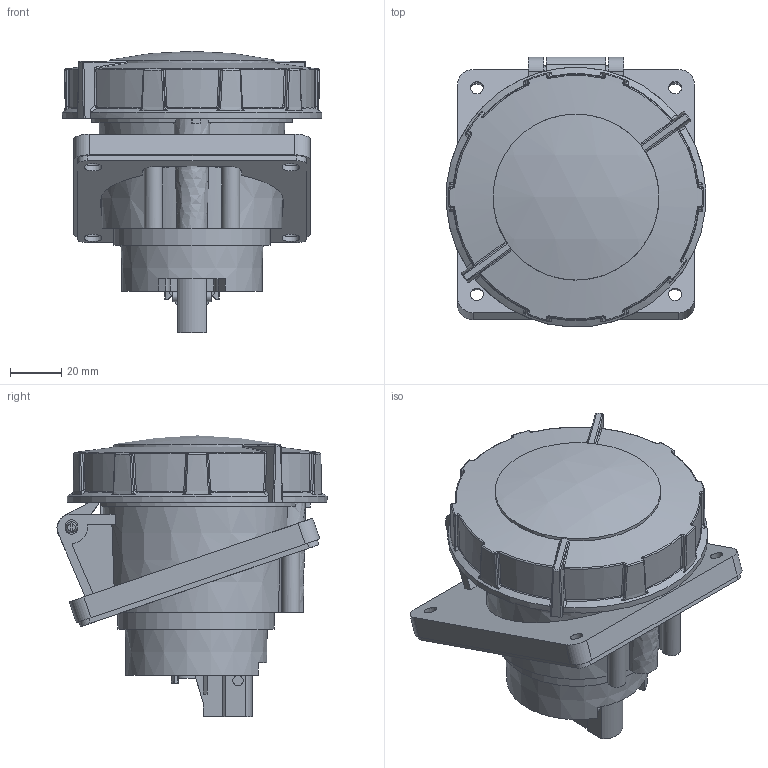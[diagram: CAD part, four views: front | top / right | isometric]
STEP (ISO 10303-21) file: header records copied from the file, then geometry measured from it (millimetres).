
FILE_DESCRIPTION (( 'STEP AP203' ), '1' );
FILE_NAME ('ps-4252-32-380.ÃÌ Ðîçåòêà ñòàöèîíàðíàÿ âíóòðåííÿÿ óãëîâàÿ 4252 3Ð+ÐÅ+N 32À 380Â IP67 EKF PROxima.STEP', '2025-10-23T12:56:33', ( '' ), ( '' ), 'SwSTEP 2.0', 'SolidWorks 2021', '' );
FILE_SCHEMA (( 'CONFIG_CONTROL_DESIGN' ));
Length unit declared in the file: millimetre
Products named in the file (5): Êîïèÿ âèíòèê^ps-4252-32-380.ÃÌ Ðîçåòêà ñòàöèîíàðíàÿ âíóòðåííÿÿ óãëîâàÿ 4252 3Ð+ÐÅ+N 32À 380Â IP67 EKF PROxima_00; ps-4252-32-380.ÃÌ Ðîçåòêà ñòàöèîíàðíàÿ âíóòðåííÿÿ óãëîâàÿ 4252 3Ð+ÐÅ+N 32À 380Â IP67 EKF PROxima; Êîïèÿ ps-4252-32-380 ðåçèíîâàÿ ïðîêëàäêà^ps-4252-32-380.ÃÌ Ðîçåòêà ñòàöèîíàðíàÿ âíóòðåííÿÿ óãëîâàÿ 4252 3Ð+ÐÅ+N 32À 380Â IP67 EKF PROxima_00; Êîïèÿ ps-4252-32-380 Ðîçåòêà^ps-4252-32-380.ÃÌ Ðîçåòêà ñòàöèîíàðíàÿ âíóòðåííÿÿ óãëîâàÿ 4252 3Ð+ÐÅ+N 32À 380Â IP67 EKF PROxima_00; Êîïèÿ ps-4252-32-380 Êðûøêà èçîëÿöèîííàÿ^ps-4252-32-380.ÃÌ Ðîçåòêà ñòàöèîíàðíàÿ âíóòðåííÿÿ óãëîâàÿ 4252 3Ð+ÐÅ+N 32À 380Â IP67 EKF PROxima
Assembly tree (4 placements, depth 2):
  ps-4252-32-380.ÃÌ Ðîçåòêà ñòàöèîíàðíàÿ âíóòðåííÿÿ óãëîâàÿ 4252 3Ð+ÐÅ+N 32À 380Â IP67 EKF PROxima
    Êîïèÿ ps-4252-32-380 Êðûøêà èçîëÿöèîííàÿ^ps-4252-32-380.ÃÌ Ðîçåòêà ñòàöèîíàðíàÿ âíóòðåííÿÿ óãëîâàÿ 4252 3Ð+ÐÅ+N 32À 380Â IP67 EKF PROxima
    Êîïèÿ ps-4252-32-380 ðåçèíîâàÿ ïðîêëàäêà^ps-4252-32-380.ÃÌ Ðîçåòêà ñòàöèîíàðíàÿ âíóòðåííÿÿ óãëîâàÿ 4252 3Ð+ÐÅ+N 32À 380Â IP67 EKF PROxima_00
    Êîïèÿ ps-4252-32-380 Ðîçåòêà^ps-4252-32-380.ÃÌ Ðîçåòêà ñòàöèîíàðíàÿ âíóòðåííÿÿ óãëîâàÿ 4252 3Ð+ÐÅ+N 32À 380Â IP67 EKF PROxima_00
    Êîïèÿ âèíòèê^ps-4252-32-380.ÃÌ Ðîçåòêà ñòàöèîíàðíàÿ âíóòðåííÿÿ óãëîâàÿ 4252 3Ð+ÐÅ+N 32À 380Â IP67 EKF PROxima_00
Bounding box: 100.8 x 104.94 x 109.28 mm (x, y, z)
Volume: 349867.9 mm3; surface area: 109871.8 mm2
Topology: 4 solids, 4 shells, 555 faces, 1391 edges, 876 vertices
Faces by surface type: plane 210, bspline 152, cylinder 124, torus 31, sphere 21, cone 17
Full cylindrical faces by diameter (mm): 2.3 x2, 3.5 x3, 4 x3, 7 x1, 7.3 x1, 7.7 x4, 9.5 x1, 14 x4, 60.7 x1, 64.5 x1, 90 x1
Entity records: 19990 total; most frequent: CARTESIAN_POINT 7434, ORIENTED_EDGE 2698, DIRECTION 2259, EDGE_CURVE 1349, AXIS2_PLACEMENT_3D 885, VERTEX_POINT 864, EDGE_LOOP 641, FACE_OUTER_BOUND 581
